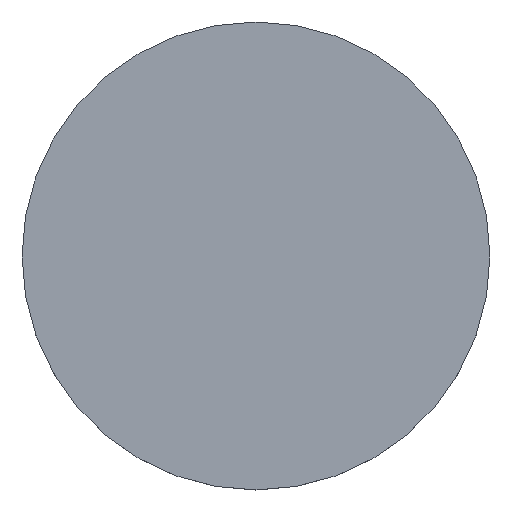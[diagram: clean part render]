
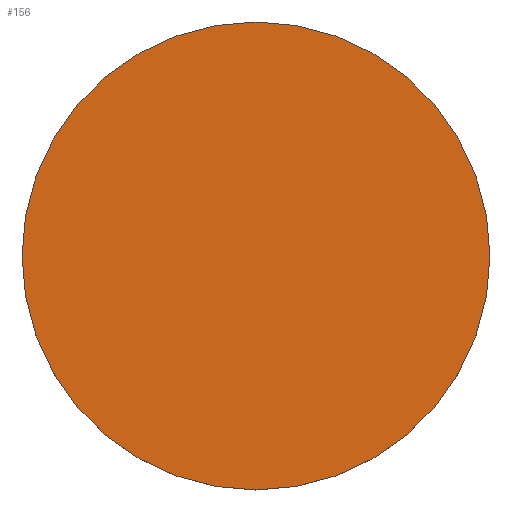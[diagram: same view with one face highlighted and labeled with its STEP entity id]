
A CAD part, top view. The second image highlights one B-rep face of the part: STEP entity #156.
In plain terms, the highlighted planar face has unit normal (0, 0, 1).
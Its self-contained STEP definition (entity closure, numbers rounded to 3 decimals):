
#8 = EDGE_CURVE ( 'NONE', #163, #124, #144, .T. ) ;
#19 = DIRECTION ( 'NONE',  ( 1., 0., 0. ) ) ;
#32 = DIRECTION ( 'NONE',  ( 0., 0., 1. ) ) ;
#33 = CARTESIAN_POINT ( 'NONE',  ( 25.4, 0., 1.575 ) ) ;
#50 = ORIENTED_EDGE ( 'NONE', *, *, #8, .T. ) ;
#58 = CARTESIAN_POINT ( 'NONE',  ( 0., 0., 1.575 ) ) ;
#60 = DIRECTION ( 'NONE',  ( 1., 0., 0. ) ) ;
#61 = DIRECTION ( 'NONE',  ( 0., 0., 1. ) ) ;
#77 = ORIENTED_EDGE ( 'NONE', *, *, #168, .T. ) ;
#93 = DIRECTION ( 'NONE',  ( 0., 0., 1. ) ) ;
#98 = PLANE ( 'NONE',  #107 ) ;
#105 = DIRECTION ( 'NONE',  ( 1., 0., 0. ) ) ;
#107 = AXIS2_PLACEMENT_3D ( 'NONE', #115, #61, #60 ) ;
#115 = CARTESIAN_POINT ( 'NONE',  ( 0., 0., 1.575 ) ) ;
#122 = FACE_OUTER_BOUND ( 'NONE', #171, .T. ) ;
#124 = VERTEX_POINT ( 'NONE', #141 ) ;
#129 = CARTESIAN_POINT ( 'NONE',  ( 0., 0., 1.575 ) ) ;
#133 = AXIS2_PLACEMENT_3D ( 'NONE', #58, #32, #19 ) ;
#141 = CARTESIAN_POINT ( 'NONE',  ( -25.4, 0., 1.575 ) ) ;
#144 = CIRCLE ( 'NONE', #167, 25.4 ) ;
#156 = ADVANCED_FACE ( 'NONE', ( #122 ), #98, .T. ) ;
#163 = VERTEX_POINT ( 'NONE', #33 ) ;
#167 = AXIS2_PLACEMENT_3D ( 'NONE', #129, #93, #105 ) ;
#168 = EDGE_CURVE ( 'NONE', #124, #163, #169, .T. ) ;
#169 = CIRCLE ( 'NONE', #133, 25.4 ) ;
#171 = EDGE_LOOP ( 'NONE', ( #77, #50 ) ) ;
